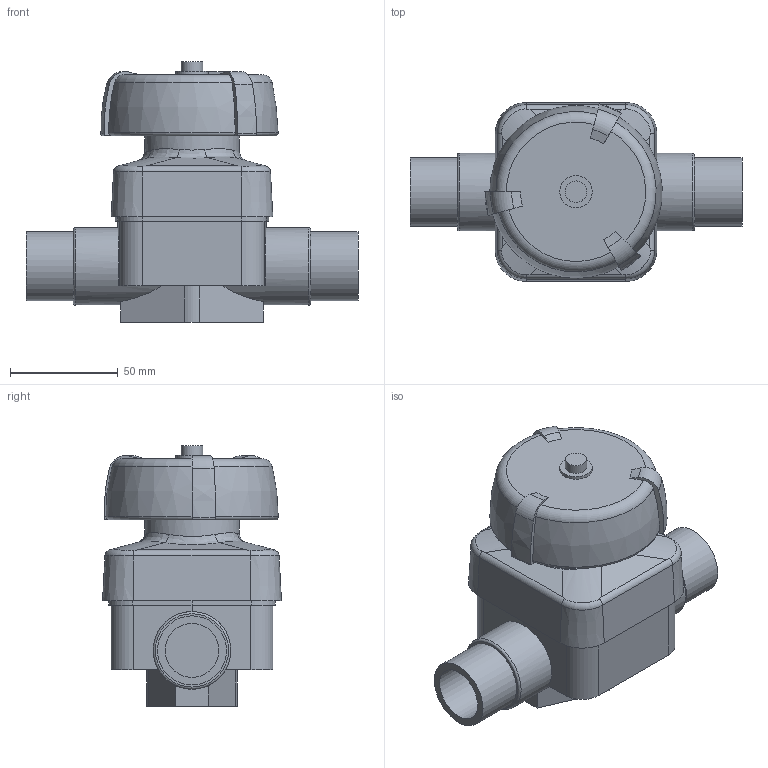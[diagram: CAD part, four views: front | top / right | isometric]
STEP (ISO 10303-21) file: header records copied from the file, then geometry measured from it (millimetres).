
FILE_DESCRIPTION(/* description */ (''),/* implementation_level */ '2;1');
FILE_NAME(/* name */ 'VMDV032E.iam.stp',/* time_stamp */ '2013-10-01T10:38:21+02:00',/* author */ ('bfaro'),/* organization */ (''),/* preprocessor_version */ 'ST-DEVELOPER v15.2',/* originating_system */ 'Autodesk Inventor 2014',/* authorisation */ '');
FILE_SCHEMA (('CONFIG_CONTROL_DESIGN','AUTOMOTIVE_DESIGN { 1 0 10303 214 3 1 1 }'));
Length unit declared in the file: millimetre
Products named in the file (3): SPBDVM032DV; Volantino Vm 20-25-32; VMDV032E
Bounding box: 154 x 83 x 121 mm (x, y, z)
Volume: 516619.1 mm3; surface area: 74624 mm2
Topology: 2 solids, 2 shells, 131 faces, 333 edges, 217 vertices
Faces by surface type: plane 56, cylinder 32, torus 18, bspline 14, cone 11
Full cylindrical faces by diameter (mm): 8 x2, 10 x1, 15 x1, 25 x2, 32 x2, 36 x2, 44 x1
Entity records: 4988 total; most frequent: CARTESIAN_POINT 1760, DIRECTION 698, ORIENTED_EDGE 632, EDGE_CURVE 316, AXIS2_PLACEMENT_3D 286, VERTEX_POINT 213, EDGE_LOOP 155, CIRCLE 138
